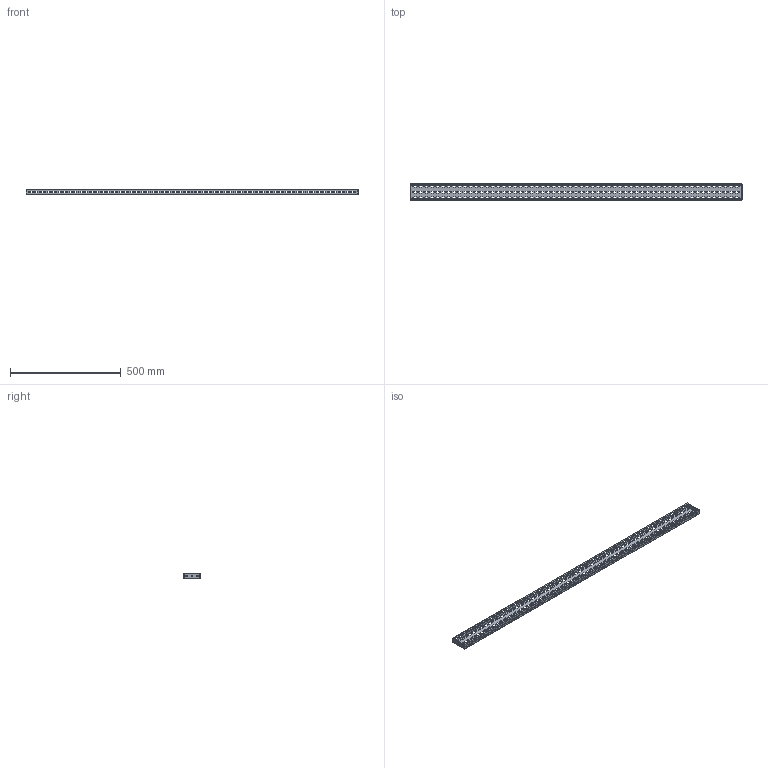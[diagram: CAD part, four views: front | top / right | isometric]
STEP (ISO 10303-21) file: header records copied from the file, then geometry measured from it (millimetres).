
FILE_DESCRIPTION (( 'STEP AP203' ), '1' );
FILE_NAME ('1600.step', '2011-01-20T13:25:34', ( 'User' ), ( 'DKC' ), 'SwSTEP 2.0', 'SolidWorks 2010', '' );
FILE_SCHEMA (( 'CONFIG_CONTROL_DESIGN' ));
Products named in the file (1): 1600
Bounding box: 1499 x 75 x 25 mm (x, y, z)
Volume: 266313.6 mm3; surface area: 382306.2 mm2
Topology: 1 solids, 1 shells, 1850 faces, 5500 edges, 3652 vertices
Faces by surface type: plane 1226, cylinder 624
Entity records: 64345 total; most frequent: CARTESIAN_POINT 11003, ORIENTED_EDGE 11000, DIRECTION 10454, EDGE_CURVE 5500, VECTOR 4248, LINE 4248, VERTEX_POINT 3652, AXIS2_PLACEMENT_3D 3103
